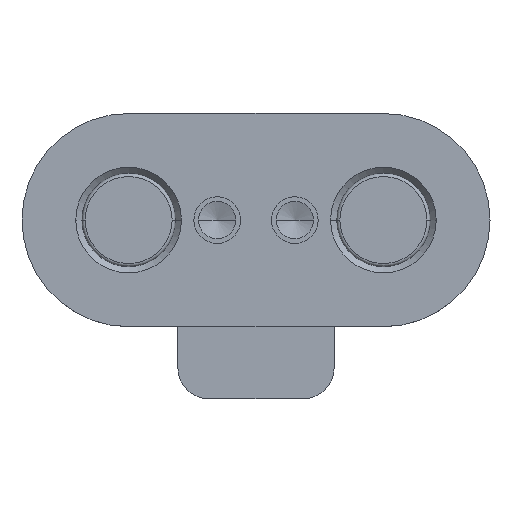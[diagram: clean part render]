
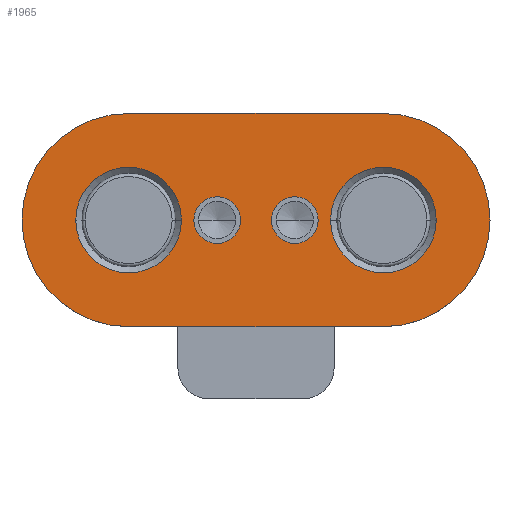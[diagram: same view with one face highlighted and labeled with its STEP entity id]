
A CAD part, top view. The second image highlights one B-rep face of the part: STEP entity #1965.
In plain terms, the highlighted planar face has unit normal (0, 0, 1).
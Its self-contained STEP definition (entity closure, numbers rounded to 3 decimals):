
#19 = AXIS2_PLACEMENT_3D ( 'NONE', #5604, #3682, #306 ) ;
#25 = CARTESIAN_POINT ( 'NONE',  ( 4.1, -3.43, 1.8 ) ) ;
#58 = AXIS2_PLACEMENT_3D ( 'NONE', #5929, #1533, #10377 ) ;
#306 = DIRECTION ( 'NONE',  ( 1., 0., 0. ) ) ;
#425 = CIRCLE ( 'NONE', #9365, 1.7 ) ;
#487 = CIRCLE ( 'NONE', #10622, 3.43 ) ;
#501 = CARTESIAN_POINT ( 'NONE',  ( -0.5, 0., 1.8 ) ) ;
#509 = DIRECTION ( 'NONE',  ( 1., 0., 0. ) ) ;
#694 = CARTESIAN_POINT ( 'NONE',  ( 5.8, 0., 1.8 ) ) ;
#831 = AXIS2_PLACEMENT_3D ( 'NONE', #10642, #10477, #9549 ) ;
#875 = ORIENTED_EDGE ( 'NONE', *, *, #10316, .F. ) ;
#953 = CIRCLE ( 'NONE', #58, 0.75 ) ;
#1028 = ORIENTED_EDGE ( 'NONE', *, *, #3188, .T. ) ;
#1359 = VERTEX_POINT ( 'NONE', #25 ) ;
#1418 = AXIS2_PLACEMENT_3D ( 'NONE', #6188, #6258, #14099 ) ;
#1533 = DIRECTION ( 'NONE',  ( 0., 0., 1. ) ) ;
#1885 = ORIENTED_EDGE ( 'NONE', *, *, #4797, .T. ) ;
#1886 = DIRECTION ( 'NONE',  ( 0., 0., 1. ) ) ;
#1965 = ADVANCED_FACE ( 'NONE', ( #11531, #12593, #6041, #2796, #7214 ), #6108, .T. ) ;
#2018 = CIRCLE ( 'NONE', #6144, 0.75 ) ;
#2065 = DIRECTION ( 'NONE',  ( 1., 0., 0. ) ) ;
#2230 = ORIENTED_EDGE ( 'NONE', *, *, #7820, .F. ) ;
#2318 = CARTESIAN_POINT ( 'NONE',  ( -4.1, -3.43, 1.8 ) ) ;
#2734 = CARTESIAN_POINT ( 'NONE',  ( -1.25, 0., 1.8 ) ) ;
#2796 = FACE_BOUND ( 'NONE', #7947, .T. ) ;
#2861 = CARTESIAN_POINT ( 'NONE',  ( 2.4, 0., 1.8 ) ) ;
#2917 = DIRECTION ( 'NONE',  ( 0., 0., -1. ) ) ;
#3013 = VERTEX_POINT ( 'NONE', #8628 ) ;
#3074 = DIRECTION ( 'NONE',  ( 0., 0., 1. ) ) ;
#3148 = DIRECTION ( 'NONE',  ( 1., 0., 0. ) ) ;
#3188 = EDGE_CURVE ( 'NONE', #13918, #11121, #425, .T. ) ;
#3356 = ORIENTED_EDGE ( 'NONE', *, *, #5284, .T. ) ;
#3594 = DIRECTION ( 'NONE',  ( 0., 0., 1. ) ) ;
#3682 = DIRECTION ( 'NONE',  ( 0., 0., 1. ) ) ;
#4205 = ORIENTED_EDGE ( 'NONE', *, *, #8634, .T. ) ;
#4360 = CIRCLE ( 'NONE', #6462, 1.7 ) ;
#4457 = DIRECTION ( 'NONE',  ( -1., 0., 0. ) ) ;
#4495 = CIRCLE ( 'NONE', #10747, 1.7 ) ;
#4649 = CARTESIAN_POINT ( 'NONE',  ( 0.5, 0., 1.8 ) ) ;
#4667 = ORIENTED_EDGE ( 'NONE', *, *, #12326, .F. ) ;
#4797 = EDGE_CURVE ( 'NONE', #11658, #8065, #487, .T. ) ;
#5039 = VERTEX_POINT ( 'NONE', #4649 ) ;
#5123 = EDGE_CURVE ( 'NONE', #5436, #11658, #13932, .T. ) ;
#5136 = ORIENTED_EDGE ( 'NONE', *, *, #8187, .T. ) ;
#5265 = DIRECTION ( 'NONE',  ( 1., 0., 0. ) ) ;
#5284 = EDGE_CURVE ( 'NONE', #12513, #7163, #6570, .T. ) ;
#5436 = VERTEX_POINT ( 'NONE', #10317 ) ;
#5537 = CARTESIAN_POINT ( 'NONE',  ( -7.53, 0., 1.8 ) ) ;
#5584 = CARTESIAN_POINT ( 'NONE',  ( 1.25, 0., 1.8 ) ) ;
#5604 = CARTESIAN_POINT ( 'NONE',  ( 4.1, 0., 1.8 ) ) ;
#5754 = EDGE_CURVE ( 'NONE', #3013, #5436, #9864, .T. ) ;
#5929 = CARTESIAN_POINT ( 'NONE',  ( 1.25, 0., 1.8 ) ) ;
#5936 = AXIS2_PLACEMENT_3D ( 'NONE', #10319, #12167, #13705 ) ;
#6041 = FACE_BOUND ( 'NONE', #7644, .T. ) ;
#6095 = EDGE_CURVE ( 'NONE', #13352, #11328, #10965, .T. ) ;
#6108 = PLANE ( 'NONE',  #1418 ) ;
#6144 = AXIS2_PLACEMENT_3D ( 'NONE', #2734, #1886, #509 ) ;
#6188 = CARTESIAN_POINT ( 'NONE',  ( -4.1, 0., 1.8 ) ) ;
#6258 = DIRECTION ( 'NONE',  ( 0., 0., 1. ) ) ;
#6325 = CARTESIAN_POINT ( 'NONE',  ( -4.1, 0., 1.8 ) ) ;
#6462 = AXIS2_PLACEMENT_3D ( 'NONE', #7813, #11946, #2065 ) ;
#6570 = CIRCLE ( 'NONE', #11887, 1.7 ) ;
#6711 = ORIENTED_EDGE ( 'NONE', *, *, #8312, .T. ) ;
#6868 = DIRECTION ( 'NONE',  ( 1., 0., 0. ) ) ;
#7009 = LINE ( 'NONE', #2318, #11515 ) ;
#7163 = VERTEX_POINT ( 'NONE', #694 ) ;
#7182 = CARTESIAN_POINT ( 'NONE',  ( -4.1, 0., 1.8 ) ) ;
#7214 = FACE_OUTER_BOUND ( 'NONE', #11564, .T. ) ;
#7328 = DIRECTION ( 'NONE',  ( 1., 0., 0. ) ) ;
#7337 = CARTESIAN_POINT ( 'NONE',  ( -4.1, -3.43, 1.8 ) ) ;
#7644 = EDGE_LOOP ( 'NONE', ( #13305, #3356 ) ) ;
#7665 = CARTESIAN_POINT ( 'NONE',  ( -5.8, 0., 1.8 ) ) ;
#7749 = VECTOR ( 'NONE', #4457, 1000. ) ;
#7813 = CARTESIAN_POINT ( 'NONE',  ( -4.1, 0., 1.8 ) ) ;
#7820 = EDGE_CURVE ( 'NONE', #5039, #9418, #7844, .T. ) ;
#7844 = CIRCLE ( 'NONE', #9685, 0.75 ) ;
#7865 = DIRECTION ( 'NONE',  ( 1., 0., 0. ) ) ;
#7901 = CARTESIAN_POINT ( 'NONE',  ( -2., 0., 1.8 ) ) ;
#7947 = EDGE_LOOP ( 'NONE', ( #5136, #1028 ) ) ;
#8065 = VERTEX_POINT ( 'NONE', #7337 ) ;
#8187 = EDGE_CURVE ( 'NONE', #11121, #13918, #4360, .T. ) ;
#8312 = EDGE_CURVE ( 'NONE', #1359, #3013, #12211, .T. ) ;
#8445 = EDGE_LOOP ( 'NONE', ( #4667, #2230 ) ) ;
#8484 = CARTESIAN_POINT ( 'NONE',  ( 4.1, 0., 1.8 ) ) ;
#8628 = CARTESIAN_POINT ( 'NONE',  ( 4.1, 3.43, 1.8 ) ) ;
#8631 = CARTESIAN_POINT ( 'NONE',  ( 4.1, 0., 1.8 ) ) ;
#8634 = EDGE_CURVE ( 'NONE', #8065, #1359, #7009, .T. ) ;
#9365 = AXIS2_PLACEMENT_3D ( 'NONE', #7182, #2917, #7328 ) ;
#9418 = VERTEX_POINT ( 'NONE', #9514 ) ;
#9514 = CARTESIAN_POINT ( 'NONE',  ( 2., 0., 1.8 ) ) ;
#9549 = DIRECTION ( 'NONE',  ( 1., 0., 0. ) ) ;
#9685 = AXIS2_PLACEMENT_3D ( 'NONE', #5584, #3594, #7865 ) ;
#9690 = DIRECTION ( 'NONE',  ( 0., 0., -1. ) ) ;
#9864 = LINE ( 'NONE', #11907, #7749 ) ;
#9947 = EDGE_LOOP ( 'NONE', ( #11470, #875 ) ) ;
#10316 = EDGE_CURVE ( 'NONE', #11328, #13352, #2018, .T. ) ;
#10317 = CARTESIAN_POINT ( 'NONE',  ( -4.1, 3.43, 1.8 ) ) ;
#10319 = CARTESIAN_POINT ( 'NONE',  ( -1.25, 0., 1.8 ) ) ;
#10377 = DIRECTION ( 'NONE',  ( 1., 0., 0. ) ) ;
#10477 = DIRECTION ( 'NONE',  ( 0., 0., 1. ) ) ;
#10622 = AXIS2_PLACEMENT_3D ( 'NONE', #6325, #3074, #5265 ) ;
#10642 = CARTESIAN_POINT ( 'NONE',  ( -4.1, 0., 1.8 ) ) ;
#10747 = AXIS2_PLACEMENT_3D ( 'NONE', #8631, #13041, #3148 ) ;
#10965 = CIRCLE ( 'NONE', #5936, 0.75 ) ;
#11121 = VERTEX_POINT ( 'NONE', #13448 ) ;
#11328 = VERTEX_POINT ( 'NONE', #7901 ) ;
#11470 = ORIENTED_EDGE ( 'NONE', *, *, #6095, .F. ) ;
#11481 = ORIENTED_EDGE ( 'NONE', *, *, #5123, .T. ) ;
#11515 = VECTOR ( 'NONE', #6868, 1000. ) ;
#11531 = FACE_BOUND ( 'NONE', #9947, .T. ) ;
#11564 = EDGE_LOOP ( 'NONE', ( #11481, #1885, #4205, #6711, #14125 ) ) ;
#11658 = VERTEX_POINT ( 'NONE', #5537 ) ;
#11887 = AXIS2_PLACEMENT_3D ( 'NONE', #8484, #9690, #12882 ) ;
#11907 = CARTESIAN_POINT ( 'NONE',  ( -4.1, 3.43, 1.8 ) ) ;
#11946 = DIRECTION ( 'NONE',  ( 0., 0., -1. ) ) ;
#12167 = DIRECTION ( 'NONE',  ( 0., 0., 1. ) ) ;
#12211 = CIRCLE ( 'NONE', #19, 3.43 ) ;
#12326 = EDGE_CURVE ( 'NONE', #9418, #5039, #953, .T. ) ;
#12513 = VERTEX_POINT ( 'NONE', #2861 ) ;
#12593 = FACE_BOUND ( 'NONE', #8445, .T. ) ;
#12882 = DIRECTION ( 'NONE',  ( 1., 0., 0. ) ) ;
#13041 = DIRECTION ( 'NONE',  ( 0., 0., -1. ) ) ;
#13305 = ORIENTED_EDGE ( 'NONE', *, *, #14130, .T. ) ;
#13352 = VERTEX_POINT ( 'NONE', #501 ) ;
#13448 = CARTESIAN_POINT ( 'NONE',  ( -2.4, 0., 1.8 ) ) ;
#13705 = DIRECTION ( 'NONE',  ( 1., 0., 0. ) ) ;
#13918 = VERTEX_POINT ( 'NONE', #7665 ) ;
#13932 = CIRCLE ( 'NONE', #831, 3.43 ) ;
#14099 = DIRECTION ( 'NONE',  ( 1., 0., 0. ) ) ;
#14125 = ORIENTED_EDGE ( 'NONE', *, *, #5754, .T. ) ;
#14130 = EDGE_CURVE ( 'NONE', #7163, #12513, #4495, .T. ) ;
